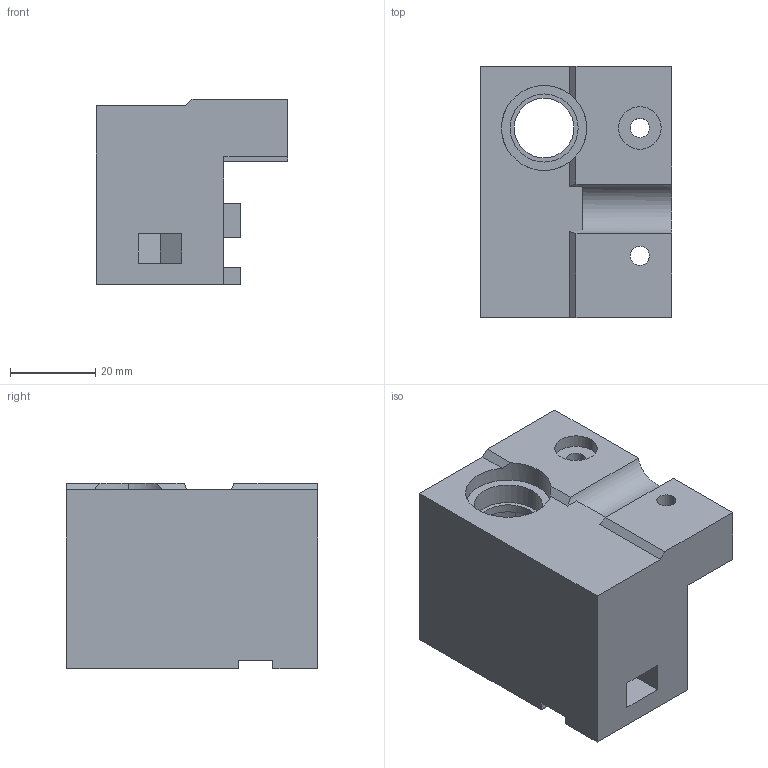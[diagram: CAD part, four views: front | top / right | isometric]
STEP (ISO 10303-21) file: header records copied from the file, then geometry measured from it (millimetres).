
FILE_DESCRIPTION (( 'STEP AP214' ), '1' );
FILE_NAME ('OA-Y10-P06-00.STEP', '2018-10-14T12:47:10', ( '' ), ( '' ), 'SwSTEP 2.0', 'SolidWorks 2014', '' );
FILE_SCHEMA (( 'AUTOMOTIVE_DESIGN' ));
Length unit declared in the file: millimetre
Products named in the file (1): OA-Y10-P06-00
Bounding box: 45 x 59 x 43.5 mm (x, y, z)
Volume: 70581.2 mm3; surface area: 17421.4 mm2
Topology: 1 solids, 1 shells, 74 faces, 201 edges, 134 vertices
Faces by surface type: plane 55, cylinder 19
Entity records: 2375 total; most frequent: CARTESIAN_POINT 422, ORIENTED_EDGE 402, DIRECTION 387, EDGE_CURVE 201, LINE 157, VECTOR 157, VERTEX_POINT 134, AXIS2_PLACEMENT_3D 115
